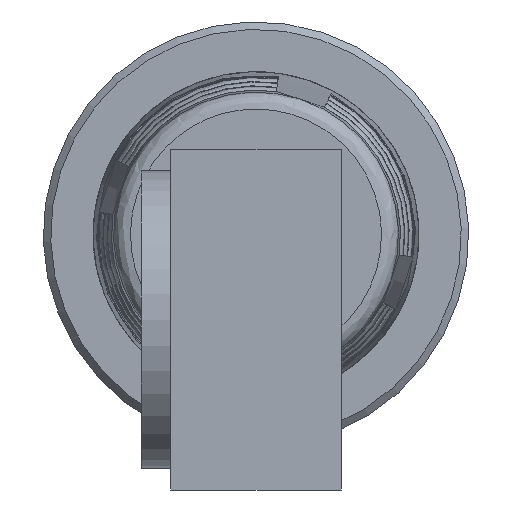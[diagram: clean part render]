
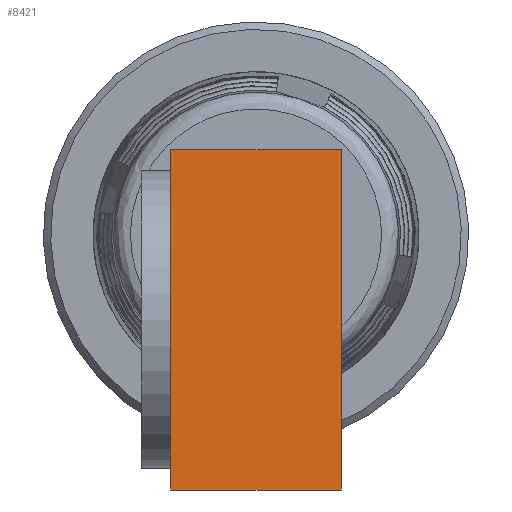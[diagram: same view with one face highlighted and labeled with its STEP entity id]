
A CAD part, left-side view. The second image highlights one B-rep face of the part: STEP entity #8421.
In plain terms, the highlighted planar face has unit normal (-1, 0, 0).
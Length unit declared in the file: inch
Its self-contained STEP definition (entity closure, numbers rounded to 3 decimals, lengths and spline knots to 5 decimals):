
#375 = VECTOR ( 'NONE', #3702, 39.37008 ) ;
#546 = LINE ( 'NONE', #4150, #7349 ) ;
#770 = EDGE_CURVE ( 'NONE', #4447, #7380, #4707, .T. ) ;
#1045 = FACE_OUTER_BOUND ( 'NONE', #4185, .T. ) ;
#1077 = DIRECTION ( 'NONE',  ( 0., -1., 0. ) ) ;
#1220 = VECTOR ( 'NONE', #8336, 39.37008 ) ;
#1438 = ORIENTED_EDGE ( 'NONE', *, *, #7754, .T. ) ;
#1480 = CARTESIAN_POINT ( 'NONE',  ( 0., -0.07874, 0.07874 ) ) ;
#1875 = DIRECTION ( 'NONE',  ( 1., 0., 0. ) ) ;
#2319 = EDGE_CURVE ( 'NONE', #7380, #4062, #7287, .T. ) ;
#3313 = CARTESIAN_POINT ( 'NONE',  ( 0., 0.07874, 0.07874 ) ) ;
#3354 = VECTOR ( 'NONE', #8046, 39.37008 ) ;
#3504 = EDGE_CURVE ( 'NONE', #9392, #4062, #8097, .T. ) ;
#3702 = DIRECTION ( 'NONE',  ( 0., -1., 0. ) ) ;
#4062 = VERTEX_POINT ( 'NONE', #5377 ) ;
#4071 = DIRECTION ( 'NONE',  ( 0., 0., -1. ) ) ;
#4150 = CARTESIAN_POINT ( 'NONE',  ( 0., 0., -0.23622 ) ) ;
#4185 = EDGE_LOOP ( 'NONE', ( #6215, #6916, #9222, #1438 ) ) ;
#4295 = AXIS2_PLACEMENT_3D ( 'NONE', #6941, #1875, #4071 ) ;
#4447 = VERTEX_POINT ( 'NONE', #7724 ) ;
#4707 = LINE ( 'NONE', #5386, #1220 ) ;
#5377 = CARTESIAN_POINT ( 'NONE',  ( 0., -0.07874, 0.07874 ) ) ;
#5386 = CARTESIAN_POINT ( 'NONE',  ( 0., 0.07874, 0.07874 ) ) ;
#6215 = ORIENTED_EDGE ( 'NONE', *, *, #3504, .T. ) ;
#6916 = ORIENTED_EDGE ( 'NONE', *, *, #2319, .F. ) ;
#6941 = CARTESIAN_POINT ( 'NONE',  ( 0., 0.07874, 0.07874 ) ) ;
#7287 = LINE ( 'NONE', #7342, #375 ) ;
#7342 = CARTESIAN_POINT ( 'NONE',  ( 0., 0., 0.07874 ) ) ;
#7349 = VECTOR ( 'NONE', #1077, 39.37008 ) ;
#7380 = VERTEX_POINT ( 'NONE', #3313 ) ;
#7469 = CARTESIAN_POINT ( 'NONE',  ( 0., -0.07874, -0.23622 ) ) ;
#7724 = CARTESIAN_POINT ( 'NONE',  ( 0., 0.07874, -0.23622 ) ) ;
#7754 = EDGE_CURVE ( 'NONE', #4447, #9392, #546, .T. ) ;
#8046 = DIRECTION ( 'NONE',  ( 0., 0., 1. ) ) ;
#8097 = LINE ( 'NONE', #1480, #3354 ) ;
#8336 = DIRECTION ( 'NONE',  ( 0., 0., 1. ) ) ;
#8405 = PLANE ( 'NONE',  #4295 ) ;
#8421 = ADVANCED_FACE ( 'NONE', ( #1045 ), #8405, .F. ) ;
#9222 = ORIENTED_EDGE ( 'NONE', *, *, #770, .F. ) ;
#9392 = VERTEX_POINT ( 'NONE', #7469 ) ;
